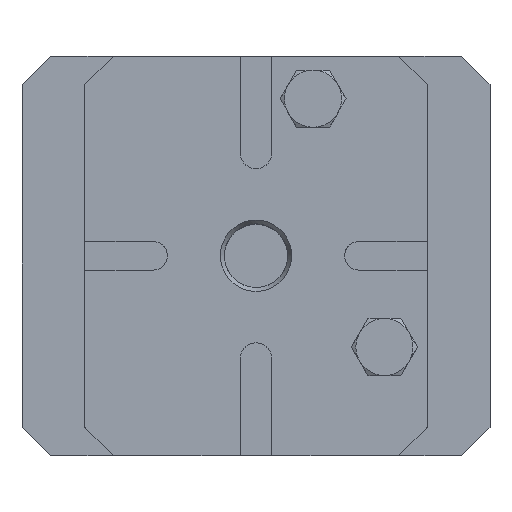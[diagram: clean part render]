
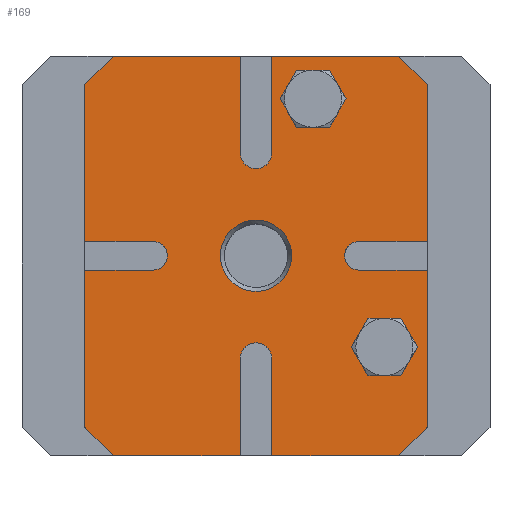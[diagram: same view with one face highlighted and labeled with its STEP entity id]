
A CAD part, top view. The second image highlights one B-rep face of the part: STEP entity #169.
In plain terms, the highlighted planar face has unit normal (0, 0, 1).
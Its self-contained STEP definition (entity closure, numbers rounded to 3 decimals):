
#113=PLANE('',#1470);
#169=ADVANCED_FACE('',(#310,#311,#312,#313),#113,.T.);
#310=FACE_BOUND('',#364,.T.);
#311=FACE_BOUND('',#365,.T.);
#312=FACE_BOUND('',#366,.T.);
#313=FACE_BOUND('',#367,.T.);
#364=EDGE_LOOP('',(#736));
#365=EDGE_LOOP('',(#737));
#366=EDGE_LOOP('',(#738,#739,#740,#741,#742,#743,#744,#745,#746,#747,#748,
#749,#750,#751,#752,#753,#754,#755,#756,#757,#758,#759,#760,#761));
#367=EDGE_LOOP('',(#762));
#472=LINE('',#2232,#590);
#476=LINE('',#2240,#594);
#480=LINE('',#2249,#598);
#484=LINE('',#2257,#602);
#486=LINE('',#2267,#604);
#487=LINE('',#2270,#605);
#488=LINE('',#2271,#606);
#489=LINE('',#2272,#607);
#490=LINE('',#2273,#608);
#491=LINE('',#2275,#609);
#492=LINE('',#2277,#610);
#493=LINE('',#2278,#611);
#494=LINE('',#2280,#612);
#495=LINE('',#2282,#613);
#496=LINE('',#2283,#614);
#497=LINE('',#2284,#615);
#498=LINE('',#2285,#616);
#499=LINE('',#2287,#617);
#500=LINE('',#2289,#618);
#501=LINE('',#2290,#619);
#590=VECTOR('',#1608,1.);
#594=VECTOR('',#1612,1.);
#598=VECTOR('',#1618,1.);
#602=VECTOR('',#1622,1.);
#604=VECTOR('',#1632,1.);
#605=VECTOR('',#1633,1.);
#606=VECTOR('',#1634,1.);
#607=VECTOR('',#1635,1.);
#608=VECTOR('',#1636,1.);
#609=VECTOR('',#1637,1.);
#610=VECTOR('',#1638,1.);
#611=VECTOR('',#1639,1.);
#612=VECTOR('',#1640,1.);
#613=VECTOR('',#1641,1.);
#614=VECTOR('',#1642,1.);
#615=VECTOR('',#1643,1.);
#616=VECTOR('',#1644,1.);
#617=VECTOR('',#1645,1.);
#618=VECTOR('',#1646,1.);
#619=VECTOR('',#1647,1.);
#736=ORIENTED_EDGE('',*,*,#1256,.F.);
#737=ORIENTED_EDGE('',*,*,#1257,.F.);
#738=ORIENTED_EDGE('',*,*,#1258,.T.);
#739=ORIENTED_EDGE('',*,*,#1259,.T.);
#740=ORIENTED_EDGE('',*,*,#1245,.T.);
#741=ORIENTED_EDGE('',*,*,#1260,.F.);
#742=ORIENTED_EDGE('',*,*,#1228,.F.);
#743=ORIENTED_EDGE('',*,*,#1261,.T.);
#744=ORIENTED_EDGE('',*,*,#1241,.T.);
#745=ORIENTED_EDGE('',*,*,#1262,.T.);
#746=ORIENTED_EDGE('',*,*,#1263,.T.);
#747=ORIENTED_EDGE('',*,*,#1264,.F.);
#748=ORIENTED_EDGE('',*,*,#1218,.F.);
#749=ORIENTED_EDGE('',*,*,#1265,.T.);
#750=ORIENTED_EDGE('',*,*,#1266,.T.);
#751=ORIENTED_EDGE('',*,*,#1267,.T.);
#752=ORIENTED_EDGE('',*,*,#1253,.F.);
#753=ORIENTED_EDGE('',*,*,#1268,.F.);
#754=ORIENTED_EDGE('',*,*,#1233,.T.);
#755=ORIENTED_EDGE('',*,*,#1269,.T.);
#756=ORIENTED_EDGE('',*,*,#1249,.F.);
#757=ORIENTED_EDGE('',*,*,#1270,.T.);
#758=ORIENTED_EDGE('',*,*,#1271,.T.);
#759=ORIENTED_EDGE('',*,*,#1272,.F.);
#760=ORIENTED_EDGE('',*,*,#1223,.T.);
#761=ORIENTED_EDGE('',*,*,#1273,.T.);
#762=ORIENTED_EDGE('',*,*,#1274,.T.);
#1086=VERTEX_POINT('',#1930);
#1087=VERTEX_POINT('',#1931);
#1091=VERTEX_POINT('',#2004);
#1092=VERTEX_POINT('',#2005);
#1096=VERTEX_POINT('',#2078);
#1097=VERTEX_POINT('',#2079);
#1101=VERTEX_POINT('',#2152);
#1102=VERTEX_POINT('',#2153);
#1109=VERTEX_POINT('',#2231);
#1110=VERTEX_POINT('',#2233);
#1113=VERTEX_POINT('',#2239);
#1114=VERTEX_POINT('',#2241);
#1117=VERTEX_POINT('',#2248);
#1118=VERTEX_POINT('',#2250);
#1121=VERTEX_POINT('',#2256);
#1122=VERTEX_POINT('',#2258);
#1124=VERTEX_POINT('',#2264);
#1125=VERTEX_POINT('',#2266);
#1126=VERTEX_POINT('',#2268);
#1127=VERTEX_POINT('',#2269);
#1128=VERTEX_POINT('',#2274);
#1129=VERTEX_POINT('',#2276);
#1130=VERTEX_POINT('',#2279);
#1131=VERTEX_POINT('',#2281);
#1132=VERTEX_POINT('',#2286);
#1133=VERTEX_POINT('',#2288);
#1134=VERTEX_POINT('',#2292);
#1218=EDGE_CURVE('',#1086,#1087,#1412,.T.);
#1223=EDGE_CURVE('',#1091,#1092,#1414,.T.);
#1228=EDGE_CURVE('',#1096,#1097,#1416,.T.);
#1233=EDGE_CURVE('',#1101,#1102,#1418,.T.);
#1241=EDGE_CURVE('',#1110,#1109,#472,.T.);
#1245=EDGE_CURVE('',#1114,#1113,#476,.T.);
#1249=EDGE_CURVE('',#1117,#1118,#480,.T.);
#1253=EDGE_CURVE('',#1121,#1122,#484,.T.);
#1256=EDGE_CURVE('',#1124,#1124,#1422,.T.);
#1257=EDGE_CURVE('',#1125,#1125,#1423,.T.);
#1258=EDGE_CURVE('',#1126,#1127,#486,.T.);
#1259=EDGE_CURVE('',#1127,#1114,#487,.T.);
#1260=EDGE_CURVE('',#1097,#1113,#488,.T.);
#1261=EDGE_CURVE('',#1096,#1110,#489,.T.);
#1262=EDGE_CURVE('',#1109,#1128,#490,.T.);
#1263=EDGE_CURVE('',#1128,#1129,#491,.T.);
#1264=EDGE_CURVE('',#1087,#1129,#492,.T.);
#1265=EDGE_CURVE('',#1086,#1130,#493,.T.);
#1266=EDGE_CURVE('',#1130,#1131,#494,.T.);
#1267=EDGE_CURVE('',#1131,#1122,#495,.T.);
#1268=EDGE_CURVE('',#1101,#1121,#496,.T.);
#1269=EDGE_CURVE('',#1102,#1118,#497,.T.);
#1270=EDGE_CURVE('',#1117,#1132,#498,.T.);
#1271=EDGE_CURVE('',#1132,#1133,#499,.T.);
#1272=EDGE_CURVE('',#1091,#1133,#500,.T.);
#1273=EDGE_CURVE('',#1092,#1126,#501,.T.);
#1274=EDGE_CURVE('',#1134,#1134,#1424,.T.);
#1412=CIRCLE('',#1451,2.75);
#1414=CIRCLE('',#1454,2.75);
#1416=CIRCLE('',#1457,2.5);
#1418=CIRCLE('',#1460,2.5);
#1422=CIRCLE('',#1467,4.);
#1423=CIRCLE('',#1468,4.);
#1424=CIRCLE('',#1469,6.25);
#1451=AXIS2_PLACEMENT_3D('',#1929,#1572,#1573);
#1454=AXIS2_PLACEMENT_3D('',#2003,#1580,#1581);
#1457=AXIS2_PLACEMENT_3D('',#2077,#1588,#1589);
#1460=AXIS2_PLACEMENT_3D('',#2151,#1596,#1597);
#1467=AXIS2_PLACEMENT_3D('',#2263,#1628,#1629);
#1468=AXIS2_PLACEMENT_3D('',#2265,#1630,#1631);
#1469=AXIS2_PLACEMENT_3D('',#2291,#1648,#1649);
#1470=AXIS2_PLACEMENT_3D('',#2293,#1650,#1651);
#1572=DIRECTION('',(0.,0.,1.));
#1573=DIRECTION('',(-1.,0.,0.));
#1580=DIRECTION('',(0.,0.,-1.));
#1581=DIRECTION('',(-1.,0.,0.));
#1588=DIRECTION('',(0.,0.,1.));
#1589=DIRECTION('',(-1.,0.,0.));
#1596=DIRECTION('',(0.,0.,-1.));
#1597=DIRECTION('',(1.,0.,0.));
#1608=DIRECTION('',(0.,-1.,0.));
#1612=DIRECTION('',(0.,-1.,0.));
#1618=DIRECTION('',(0.,-1.,0.));
#1622=DIRECTION('',(0.,-1.,0.));
#1628=DIRECTION('',(0.,0.,1.));
#1629=DIRECTION('',(1.,0.,0.));
#1630=DIRECTION('',(0.,0.,1.));
#1631=DIRECTION('',(1.,0.,0.));
#1632=DIRECTION('',(-1.,0.,0.));
#1633=DIRECTION('',(-0.707,-0.707,0.));
#1634=DIRECTION('',(-1.,0.,0.));
#1635=DIRECTION('',(-1.,0.,0.));
#1636=DIRECTION('',(0.707,-0.707,0.));
#1637=DIRECTION('',(1.,0.,0.));
#1638=DIRECTION('',(0.,-1.,0.));
#1639=DIRECTION('',(0.,-1.,0.));
#1640=DIRECTION('',(1.,0.,0.));
#1641=DIRECTION('',(0.707,0.707,0.));
#1642=DIRECTION('',(1.,0.,0.));
#1643=DIRECTION('',(1.,0.,0.));
#1644=DIRECTION('',(-0.707,0.707,0.));
#1645=DIRECTION('',(-1.,0.,0.));
#1646=DIRECTION('',(0.,1.,0.));
#1647=DIRECTION('',(0.,1.,0.));
#1648=DIRECTION('',(0.,0.,-1.));
#1649=DIRECTION('',(-1.,0.,0.));
#1650=DIRECTION('',(0.,0.,1.));
#1651=DIRECTION('',(-1.,0.,0.));
#1929=CARTESIAN_POINT('',(0.,-18.,38.));
#1930=CARTESIAN_POINT('',(2.75,-18.,38.));
#1931=CARTESIAN_POINT('',(-2.75,-18.,38.));
#2003=CARTESIAN_POINT('',(0.,18.,38.));
#2004=CARTESIAN_POINT('',(2.75,18.,38.));
#2005=CARTESIAN_POINT('',(-2.75,18.,38.));
#2077=CARTESIAN_POINT('',(-18.,0.,38.));
#2078=CARTESIAN_POINT('',(-18.,-2.5,38.));
#2079=CARTESIAN_POINT('',(-18.,2.5,38.));
#2151=CARTESIAN_POINT('',(18.,0.,38.));
#2152=CARTESIAN_POINT('',(18.,-2.5,38.));
#2153=CARTESIAN_POINT('',(18.,2.5,38.));
#2231=CARTESIAN_POINT('',(-30.,-30.,38.));
#2232=CARTESIAN_POINT('',(-30.,35.,38.));
#2233=CARTESIAN_POINT('',(-30.,-2.5,38.));
#2239=CARTESIAN_POINT('',(-30.,2.5,38.));
#2240=CARTESIAN_POINT('',(-30.,35.,38.));
#2241=CARTESIAN_POINT('',(-30.,30.,38.));
#2248=CARTESIAN_POINT('',(30.,30.,38.));
#2249=CARTESIAN_POINT('',(30.,35.,38.));
#2250=CARTESIAN_POINT('',(30.,2.5,38.));
#2256=CARTESIAN_POINT('',(30.,-2.5,38.));
#2257=CARTESIAN_POINT('',(30.,35.,38.));
#2258=CARTESIAN_POINT('',(30.,-30.,38.));
#2263=CARTESIAN_POINT('',(10.,27.5,38.));
#2264=CARTESIAN_POINT('',(14.,27.5,38.));
#2265=CARTESIAN_POINT('',(22.5,-16.,38.));
#2266=CARTESIAN_POINT('',(26.5,-16.,38.));
#2267=CARTESIAN_POINT('',(45.,34.98,38.));
#2268=CARTESIAN_POINT('',(-2.75,34.98,38.));
#2269=CARTESIAN_POINT('',(-25.02,34.98,38.));
#2270=CARTESIAN_POINT('',(-27.5,32.5,38.));
#2271=CARTESIAN_POINT('',(-30.5,2.5,38.));
#2272=CARTESIAN_POINT('',(-30.5,-2.5,38.));
#2273=CARTESIAN_POINT('',(-62.5,2.5,38.));
#2274=CARTESIAN_POINT('',(-25.,-35.,38.));
#2275=CARTESIAN_POINT('',(-30.,-35.,38.));
#2276=CARTESIAN_POINT('',(-2.75,-35.,38.));
#2277=CARTESIAN_POINT('',(-2.75,-30.25,38.));
#2278=CARTESIAN_POINT('',(2.75,-30.25,38.));
#2279=CARTESIAN_POINT('',(2.75,-35.,38.));
#2280=CARTESIAN_POINT('',(-30.,-35.,38.));
#2281=CARTESIAN_POINT('',(25.,-35.,38.));
#2282=CARTESIAN_POINT('',(32.5,-27.5,38.));
#2283=CARTESIAN_POINT('',(30.5,-2.5,38.));
#2284=CARTESIAN_POINT('',(30.5,2.5,38.));
#2285=CARTESIAN_POINT('',(-2.5,62.5,38.));
#2286=CARTESIAN_POINT('',(25.02,34.98,38.));
#2287=CARTESIAN_POINT('',(45.,34.98,38.));
#2288=CARTESIAN_POINT('',(2.75,34.98,38.));
#2289=CARTESIAN_POINT('',(2.75,30.25,38.));
#2290=CARTESIAN_POINT('',(-2.75,30.25,38.));
#2291=CARTESIAN_POINT('',(0.,0.,38.));
#2292=CARTESIAN_POINT('',(-6.25,0.,38.));
#2293=CARTESIAN_POINT('',(-30.,35.,38.));
